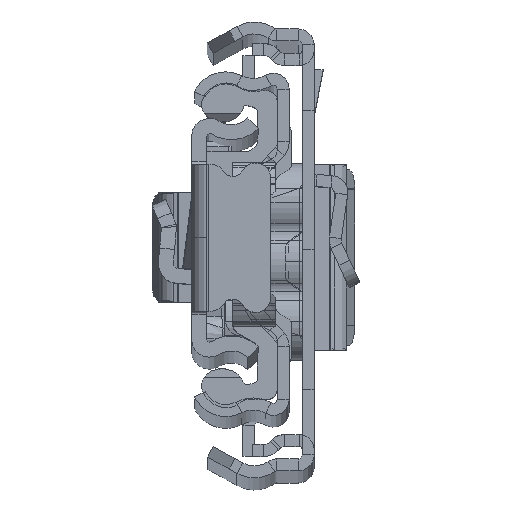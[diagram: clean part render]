
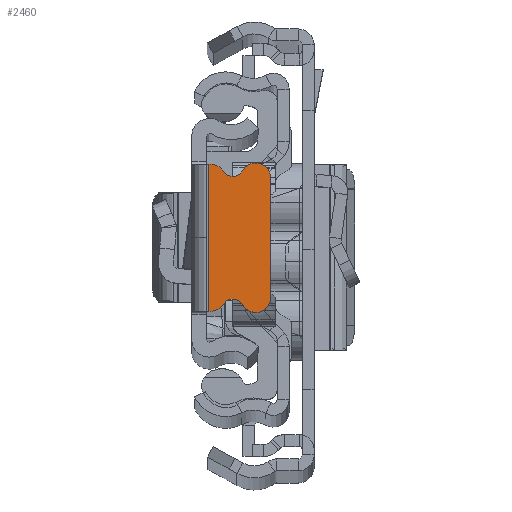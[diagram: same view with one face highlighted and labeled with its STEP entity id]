
A CAD part, top view. The second image highlights one B-rep face of the part: STEP entity #2460.
In plain terms, the highlighted planar face has unit normal (0, 0, 1).
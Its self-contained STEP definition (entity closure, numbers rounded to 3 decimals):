
#143 = EDGE_CURVE ( 'NONE', #8214, #6805, #5690, .T. ) ;
#250 = ORIENTED_EDGE ( 'NONE', *, *, #18938, .F. ) ;
#662 = ORIENTED_EDGE ( 'NONE', *, *, #7648, .T. ) ;
#1130 = DIRECTION ( 'NONE',  ( 1., 0., 0. ) ) ;
#1520 = EDGE_CURVE ( 'NONE', #20858, #2580, #19665, .T. ) ;
#2137 = VERTEX_POINT ( 'NONE', #12090 ) ;
#2371 = PLANE ( 'NONE',  #11479 ) ;
#2460 = ADVANCED_FACE ( 'NONE', ( #25437 ), #2371, .T. ) ;
#2580 = VERTEX_POINT ( 'NONE', #18734 ) ;
#2762 = DIRECTION ( 'NONE',  ( 0., 0., 1. ) ) ;
#2855 = CARTESIAN_POINT ( 'NONE',  ( -4.142, -7.236, 0. ) ) ;
#2949 = CARTESIAN_POINT ( 'NONE',  ( -1.75, 0., 0. ) ) ;
#3566 = EDGE_LOOP ( 'NONE', ( #4405, #7646, #25222, #24662, #10630, #11725, #662, #18511, #4398, #250 ) ) ;
#3660 = AXIS2_PLACEMENT_3D ( 'NONE', #2855, #14197, #22055 ) ;
#4170 = EDGE_CURVE ( 'NONE', #4659, #20858, #14781, .T. ) ;
#4398 = ORIENTED_EDGE ( 'NONE', *, *, #1520, .T. ) ;
#4405 = ORIENTED_EDGE ( 'NONE', *, *, #21804, .F. ) ;
#4463 = VERTEX_POINT ( 'NONE', #12001 ) ;
#4659 = VERTEX_POINT ( 'NONE', #24335 ) ;
#4826 = CARTESIAN_POINT ( 'NONE',  ( -1.929, -7.37, 0. ) ) ;
#5690 = LINE ( 'NONE', #9816, #17504 ) ;
#5868 = EDGE_CURVE ( 'NONE', #21271, #7281, #15242, .T. ) ;
#5940 = CARTESIAN_POINT ( 'NONE',  ( -1.929, 5.87, 0. ) ) ;
#6070 = CARTESIAN_POINT ( 'NONE',  ( -1.75, 7.37, 0. ) ) ;
#6091 = AXIS2_PLACEMENT_3D ( 'NONE', #8030, #15640, #19886 ) ;
#6122 = DIRECTION ( 'NONE',  ( 1., 0., 0. ) ) ;
#6793 = CARTESIAN_POINT ( 'NONE',  ( -7.929, 6., 0. ) ) ;
#6805 = VERTEX_POINT ( 'NONE', #6070 ) ;
#7281 = VERTEX_POINT ( 'NONE', #6793 ) ;
#7616 = DIRECTION ( 'NONE',  ( 1., 0., 0. ) ) ;
#7646 = ORIENTED_EDGE ( 'NONE', *, *, #143, .F. ) ;
#7648 = EDGE_CURVE ( 'NONE', #21510, #4659, #11618, .T. ) ;
#7824 = AXIS2_PLACEMENT_3D ( 'NONE', #25353, #19421, #9635 ) ;
#7891 = CIRCLE ( 'NONE', #25197, 1.1 ) ;
#8030 = CARTESIAN_POINT ( 'NONE',  ( -1.929, -5.87, 0. ) ) ;
#8214 = VERTEX_POINT ( 'NONE', #19464 ) ;
#9105 = DIRECTION ( 'NONE',  ( -1., 0., 0. ) ) ;
#9619 = AXIS2_PLACEMENT_3D ( 'NONE', #5940, #14139, #9105 ) ;
#9635 = DIRECTION ( 'NONE',  ( -1., 0., 0. ) ) ;
#9816 = CARTESIAN_POINT ( 'NONE',  ( -1.929, 7.37, 0. ) ) ;
#10472 = EDGE_CURVE ( 'NONE', #8214, #2137, #20733, .T. ) ;
#10630 = ORIENTED_EDGE ( 'NONE', *, *, #5868, .T. ) ;
#11479 = AXIS2_PLACEMENT_3D ( 'NONE', #23632, #17710, #6122 ) ;
#11560 = DIRECTION ( 'NONE',  ( 0., 0., -1. ) ) ;
#11618 = CIRCLE ( 'NONE', #19425, 1.5 ) ;
#11725 = ORIENTED_EDGE ( 'NONE', *, *, #16433, .T. ) ;
#12001 = CARTESIAN_POINT ( 'NONE',  ( -1.75, -7.37, 0. ) ) ;
#12090 = CARTESIAN_POINT ( 'NONE',  ( -3.206, 6.658, 0. ) ) ;
#13692 = VECTOR ( 'NONE', #22546, 1000. ) ;
#14070 = LINE ( 'NONE', #2949, #13692 ) ;
#14139 = DIRECTION ( 'NONE',  ( 0., 0., 1. ) ) ;
#14197 = DIRECTION ( 'NONE',  ( 0., 0., -1. ) ) ;
#14607 = LINE ( 'NONE', #4826, #24072 ) ;
#14781 = CIRCLE ( 'NONE', #3660, 1.1 ) ;
#15242 = CIRCLE ( 'NONE', #7824, 1.5 ) ;
#15421 = CARTESIAN_POINT ( 'NONE',  ( -4.142, 7.236, 0. ) ) ;
#15640 = DIRECTION ( 'NONE',  ( 0., 0., 1. ) ) ;
#15918 = CARTESIAN_POINT ( 'NONE',  ( -5.109, 6.713, 0. ) ) ;
#16433 = EDGE_CURVE ( 'NONE', #7281, #21510, #23241, .T. ) ;
#17188 = CARTESIAN_POINT ( 'NONE',  ( -7.929, -6., 0. ) ) ;
#17504 = VECTOR ( 'NONE', #7616, 1000. ) ;
#17710 = DIRECTION ( 'NONE',  ( 0., 0., 1. ) ) ;
#18511 = ORIENTED_EDGE ( 'NONE', *, *, #4170, .T. ) ;
#18734 = CARTESIAN_POINT ( 'NONE',  ( -1.929, -7.37, 0. ) ) ;
#18739 = DIRECTION ( 'NONE',  ( -1., 0., 0. ) ) ;
#18938 = EDGE_CURVE ( 'NONE', #4463, #2580, #14607, .T. ) ;
#19421 = DIRECTION ( 'NONE',  ( 0., 0., 1. ) ) ;
#19425 = AXIS2_PLACEMENT_3D ( 'NONE', #20274, #2762, #22483 ) ;
#19464 = CARTESIAN_POINT ( 'NONE',  ( -1.929, 7.37, 0. ) ) ;
#19665 = CIRCLE ( 'NONE', #6091, 1.5 ) ;
#19886 = DIRECTION ( 'NONE',  ( 1., 0., 0. ) ) ;
#20274 = CARTESIAN_POINT ( 'NONE',  ( -6.429, -6., 0. ) ) ;
#20701 = VECTOR ( 'NONE', #24666, 1000. ) ;
#20733 = CIRCLE ( 'NONE', #9619, 1.5 ) ;
#20858 = VERTEX_POINT ( 'NONE', #25356 ) ;
#21271 = VERTEX_POINT ( 'NONE', #15918 ) ;
#21510 = VERTEX_POINT ( 'NONE', #17188 ) ;
#21804 = EDGE_CURVE ( 'NONE', #6805, #4463, #14070, .T. ) ;
#22055 = DIRECTION ( 'NONE',  ( -1., 0., 0. ) ) ;
#22483 = DIRECTION ( 'NONE',  ( 1., 0., 0. ) ) ;
#22546 = DIRECTION ( 'NONE',  ( 0., -1., 0. ) ) ;
#22869 = CARTESIAN_POINT ( 'NONE',  ( -7.929, -6., 0. ) ) ;
#23241 = LINE ( 'NONE', #22869, #20701 ) ;
#23632 = CARTESIAN_POINT ( 'NONE',  ( 694.071, 0., 0. ) ) ;
#24072 = VECTOR ( 'NONE', #18739, 1000. ) ;
#24335 = CARTESIAN_POINT ( 'NONE',  ( -5.109, -6.713, 0. ) ) ;
#24662 = ORIENTED_EDGE ( 'NONE', *, *, #24846, .T. ) ;
#24666 = DIRECTION ( 'NONE',  ( 0., -1., 0. ) ) ;
#24846 = EDGE_CURVE ( 'NONE', #2137, #21271, #7891, .T. ) ;
#25197 = AXIS2_PLACEMENT_3D ( 'NONE', #15421, #11560, #1130 ) ;
#25222 = ORIENTED_EDGE ( 'NONE', *, *, #10472, .T. ) ;
#25353 = CARTESIAN_POINT ( 'NONE',  ( -6.429, 6., 0. ) ) ;
#25356 = CARTESIAN_POINT ( 'NONE',  ( -3.206, -6.658, 0. ) ) ;
#25437 = FACE_OUTER_BOUND ( 'NONE', #3566, .T. ) ;
